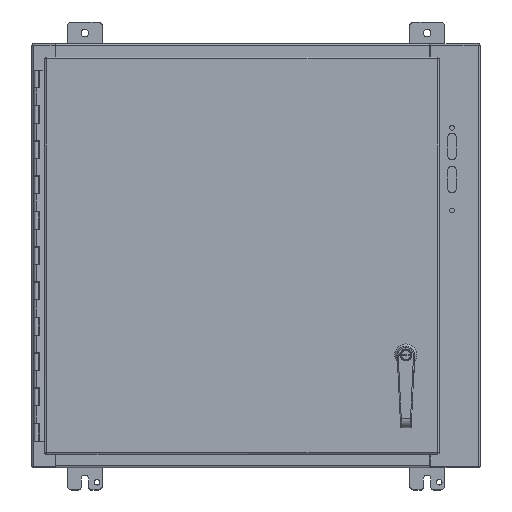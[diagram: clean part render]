
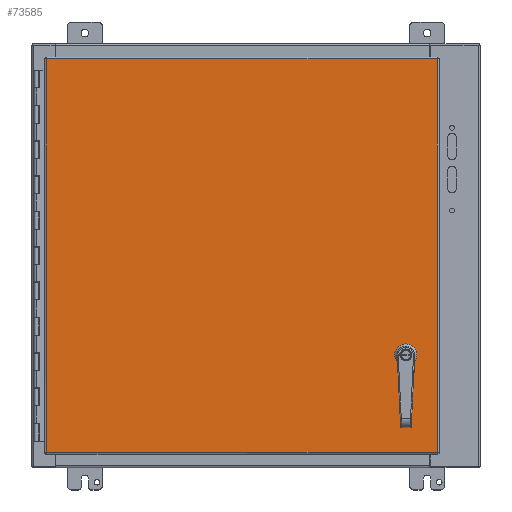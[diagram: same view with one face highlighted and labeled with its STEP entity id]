
A CAD part, top view. The second image highlights one B-rep face of the part: STEP entity #73585.
In plain terms, the highlighted planar face has unit normal (0, 0, 1).
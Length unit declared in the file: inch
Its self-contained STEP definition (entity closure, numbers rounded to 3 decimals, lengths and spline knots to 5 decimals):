
#691 = EDGE_LOOP ( 'NONE', ( #2713, #35373, #29663, #27808 ) ) ;
#1174 = EDGE_CURVE ( 'NONE', #68469, #29474, #20114, .T. ) ;
#1511 = LINE ( 'NONE', #62835, #61568 ) ;
#2713 = ORIENTED_EDGE ( 'NONE', *, *, #42338, .T. ) ;
#3108 = CARTESIAN_POINT ( 'NONE',  ( 0.82232, 12.0025, 8.875 ) ) ;
#4006 = EDGE_CURVE ( 'NONE', #34947, #10973, #58110, .T. ) ;
#4583 = DIRECTION ( 'NONE',  ( 1., 0., 0. ) ) ;
#5427 = EDGE_CURVE ( 'NONE', #60801, #51281, #53816, .T. ) ;
#8487 = DIRECTION ( 'NONE',  ( -1., 0., 0. ) ) ;
#9730 = LINE ( 'NONE', #3108, #59812 ) ;
#10973 = VERTEX_POINT ( 'NONE', #17729 ) ;
#15986 = EDGE_CURVE ( 'NONE', #42828, #68469, #31979, .T. ) ;
#17131 = LINE ( 'NONE', #79520, #25513 ) ;
#17729 = CARTESIAN_POINT ( 'NONE',  ( 0.82232, 23.14725, 8.875 ) ) ;
#18938 = AXIS2_PLACEMENT_3D ( 'NONE', #21029, #78444, #78882 ) ;
#19991 = ORIENTED_EDGE ( 'NONE', *, *, #15986, .T. ) ;
#20114 = LINE ( 'NONE', #64356, #24737 ) ;
#21029 = CARTESIAN_POINT ( 'NONE',  ( 21.17432, 6.3775, 8.875 ) ) ;
#22347 = CARTESIAN_POINT ( 'NONE',  ( 21.38694, 5.9775, 8.875 ) ) ;
#22839 = ORIENTED_EDGE ( 'NONE', *, *, #1174, .T. ) ;
#22993 = PLANE ( 'NONE',  #34872 ) ;
#24344 = VERTEX_POINT ( 'NONE', #38374 ) ;
#24737 = VECTOR ( 'NONE', #45774, 39.37008 ) ;
#25513 = VECTOR ( 'NONE', #35323, 39.37008 ) ;
#26738 = DIRECTION ( 'NONE',  ( 0., 1., 0. ) ) ;
#27808 = ORIENTED_EDGE ( 'NONE', *, *, #4006, .T. ) ;
#27989 = AXIS2_PLACEMENT_3D ( 'NONE', #28527, #40940, #35942 ) ;
#28041 = ORIENTED_EDGE ( 'NONE', *, *, #32459, .T. ) ;
#28131 = DIRECTION ( 'NONE',  ( 0., 1., 0. ) ) ;
#28527 = CARTESIAN_POINT ( 'NONE',  ( 21.17432, 6.3775, 8.875 ) ) ;
#29474 = VERTEX_POINT ( 'NONE', #64562 ) ;
#29663 = ORIENTED_EDGE ( 'NONE', *, *, #57422, .T. ) ;
#29856 = ORIENTED_EDGE ( 'NONE', *, *, #68988, .T. ) ;
#30832 = VECTOR ( 'NONE', #74722, 39.37008 ) ;
#31645 = DIRECTION ( 'NONE',  ( 0., 0., 1. ) ) ;
#31979 = CIRCLE ( 'NONE', #27989, 0.453 ) ;
#32459 = EDGE_CURVE ( 'NONE', #49614, #33390, #43307, .T. ) ;
#33390 = VERTEX_POINT ( 'NONE', #22347 ) ;
#33788 = CARTESIAN_POINT ( 'NONE',  ( 0.82232, 0.85775, 8.875 ) ) ;
#34296 = DIRECTION ( 'NONE',  ( -1., 0., 0. ) ) ;
#34872 = AXIS2_PLACEMENT_3D ( 'NONE', #76254, #31645, #49891 ) ;
#34947 = VERTEX_POINT ( 'NONE', #69372 ) ;
#35150 = CARTESIAN_POINT ( 'NONE',  ( 21.17432, 6.3775, 8.875 ) ) ;
#35323 = DIRECTION ( 'NONE',  ( 0., -1., 0. ) ) ;
#35373 = ORIENTED_EDGE ( 'NONE', *, *, #5427, .T. ) ;
#35504 = CARTESIAN_POINT ( 'NONE',  ( 20.9617, 5.9775, 8.875 ) ) ;
#35559 = ORIENTED_EDGE ( 'NONE', *, *, #68851, .T. ) ;
#35853 = FACE_BOUND ( 'NONE', #70496, .T. ) ;
#35942 = DIRECTION ( 'NONE',  ( -1., 0., 0. ) ) ;
#36426 = CARTESIAN_POINT ( 'NONE',  ( 11.88894, 0.85775, 8.875 ) ) ;
#37409 = CIRCLE ( 'NONE', #18938, 0.453 ) ;
#38374 = CARTESIAN_POINT ( 'NONE',  ( 21.57432, 6.59012, 8.875 ) ) ;
#39338 = CARTESIAN_POINT ( 'NONE',  ( 20.77432, 6.16488, 8.875 ) ) ;
#40940 = DIRECTION ( 'NONE',  ( 0., 0., -1. ) ) ;
#41578 = DIRECTION ( 'NONE',  ( 0., -1., 0. ) ) ;
#41720 = ORIENTED_EDGE ( 'NONE', *, *, #50472, .T. ) ;
#42338 = EDGE_CURVE ( 'NONE', #10973, #60801, #9730, .T. ) ;
#42828 = VERTEX_POINT ( 'NONE', #49309 ) ;
#43307 = CIRCLE ( 'NONE', #68319, 0.453 ) ;
#45570 = CIRCLE ( 'NONE', #70637, 0.453 ) ;
#45774 = DIRECTION ( 'NONE',  ( 1., 0., 0. ) ) ;
#47084 = CARTESIAN_POINT ( 'NONE',  ( 21.17432, 6.3775, 8.875 ) ) ;
#47515 = DIRECTION ( 'NONE',  ( 0., 0., -1. ) ) ;
#49309 = CARTESIAN_POINT ( 'NONE',  ( 20.77432, 6.59012, 8.875 ) ) ;
#49614 = VERTEX_POINT ( 'NONE', #66324 ) ;
#49891 = DIRECTION ( 'NONE',  ( 1., 0., 0. ) ) ;
#49965 = EDGE_CURVE ( 'NONE', #65773, #42828, #78482, .T. ) ;
#50112 = CARTESIAN_POINT ( 'NONE',  ( 20.9617, 5.9775, 8.875 ) ) ;
#50472 = EDGE_CURVE ( 'NONE', #24344, #49614, #17131, .T. ) ;
#51281 = VERTEX_POINT ( 'NONE', #67733 ) ;
#51930 = CARTESIAN_POINT ( 'NONE',  ( 11.88894, 23.14725, 8.875 ) ) ;
#52339 = ORIENTED_EDGE ( 'NONE', *, *, #49965, .T. ) ;
#53816 = LINE ( 'NONE', #36426, #55850 ) ;
#54612 = DIRECTION ( 'NONE',  ( 0., 0., -1. ) ) ;
#55633 = VECTOR ( 'NONE', #8487, 39.37008 ) ;
#55739 = LINE ( 'NONE', #35504, #30832 ) ;
#55850 = VECTOR ( 'NONE', #4583, 39.37008 ) ;
#57422 = EDGE_CURVE ( 'NONE', #51281, #34947, #1511, .T. ) ;
#58110 = LINE ( 'NONE', #51930, #55633 ) ;
#59812 = VECTOR ( 'NONE', #41578, 39.37008 ) ;
#60801 = VERTEX_POINT ( 'NONE', #33788 ) ;
#61139 = VERTEX_POINT ( 'NONE', #50112 ) ;
#61568 = VECTOR ( 'NONE', #26738, 39.37008 ) ;
#62835 = CARTESIAN_POINT ( 'NONE',  ( 22.95557, 12.0025, 8.875 ) ) ;
#64356 = CARTESIAN_POINT ( 'NONE',  ( 21.38694, 6.7775, 8.875 ) ) ;
#64562 = CARTESIAN_POINT ( 'NONE',  ( 21.38694, 6.7775, 8.875 ) ) ;
#65747 = CARTESIAN_POINT ( 'NONE',  ( 20.77432, 6.59012, 8.875 ) ) ;
#65773 = VERTEX_POINT ( 'NONE', #39338 ) ;
#66324 = CARTESIAN_POINT ( 'NONE',  ( 21.57432, 6.16488, 8.875 ) ) ;
#67733 = CARTESIAN_POINT ( 'NONE',  ( 22.95557, 0.85775, 8.875 ) ) ;
#68319 = AXIS2_PLACEMENT_3D ( 'NONE', #35150, #54612, #80577 ) ;
#68469 = VERTEX_POINT ( 'NONE', #71366 ) ;
#68851 = EDGE_CURVE ( 'NONE', #29474, #24344, #37409, .T. ) ;
#68988 = EDGE_CURVE ( 'NONE', #33390, #61139, #55739, .T. ) ;
#69042 = VECTOR ( 'NONE', #28131, 39.37008 ) ;
#69372 = CARTESIAN_POINT ( 'NONE',  ( 22.95557, 23.14725, 8.875 ) ) ;
#70496 = EDGE_LOOP ( 'NONE', ( #28041, #29856, #79157, #52339, #19991, #22839, #35559, #41720 ) ) ;
#70637 = AXIS2_PLACEMENT_3D ( 'NONE', #47084, #47515, #34296 ) ;
#71366 = CARTESIAN_POINT ( 'NONE',  ( 20.9617, 6.7775, 8.875 ) ) ;
#73585 = ADVANCED_FACE ( 'NONE', ( #35853, #79629 ), #22993, .T. ) ;
#74722 = DIRECTION ( 'NONE',  ( -1., 0., 0. ) ) ;
#76254 = CARTESIAN_POINT ( 'NONE',  ( 11.88894, 12.0025, 8.875 ) ) ;
#76699 = EDGE_CURVE ( 'NONE', #61139, #65773, #45570, .T. ) ;
#78444 = DIRECTION ( 'NONE',  ( 0., 0., -1. ) ) ;
#78482 = LINE ( 'NONE', #65747, #69042 ) ;
#78882 = DIRECTION ( 'NONE',  ( -1., 0., 0. ) ) ;
#79157 = ORIENTED_EDGE ( 'NONE', *, *, #76699, .T. ) ;
#79520 = CARTESIAN_POINT ( 'NONE',  ( 21.57432, 6.16488, 8.875 ) ) ;
#79629 = FACE_OUTER_BOUND ( 'NONE', #691, .T. ) ;
#80577 = DIRECTION ( 'NONE',  ( -1., 0., 0. ) ) ;
